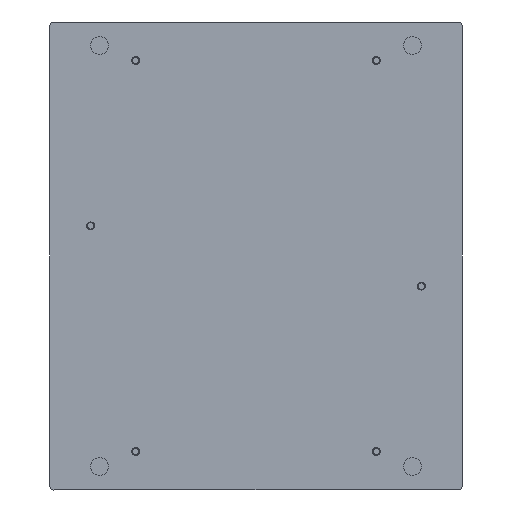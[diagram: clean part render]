
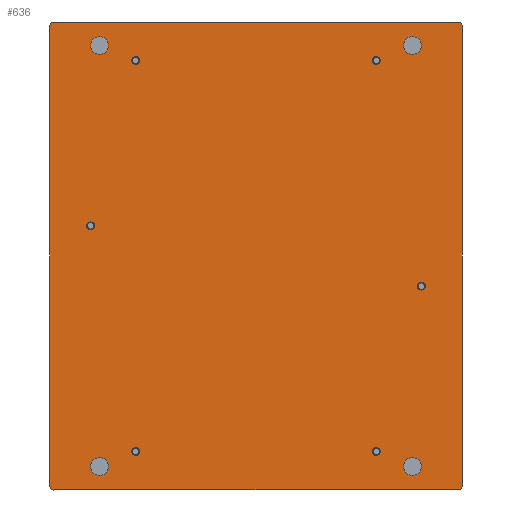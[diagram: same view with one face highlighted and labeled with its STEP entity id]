
A CAD part, front view. The second image highlights one B-rep face of the part: STEP entity #636.
In plain terms, the highlighted planar face has unit normal (0, -1, 0).
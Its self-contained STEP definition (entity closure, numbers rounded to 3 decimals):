
#636=ADVANCED_FACE('',(#1090,#1091,#1092,#1093,#1094,#1095,#1096,#1097,#1098,#1099,#1100),#1101,.F.);
#1090=FACE_OUTER_BOUND('',#1477,.T.);
#1091=FACE_BOUND('',#1478,.T.);
#1092=FACE_BOUND('',#1479,.T.);
#1093=FACE_BOUND('',#1480,.T.);
#1094=FACE_BOUND('',#1481,.T.);
#1095=FACE_BOUND('',#1482,.T.);
#1096=FACE_BOUND('',#1483,.T.);
#1097=FACE_BOUND('',#1484,.T.);
#1098=FACE_BOUND('',#1485,.T.);
#1099=FACE_BOUND('',#1486,.T.);
#1100=FACE_BOUND('',#1487,.T.);
#1101=PLANE('',#1488);
#1477=EDGE_LOOP('',(#2375,#2376,#2377,#2378,#2379,#2380,#2381,#2382));
#1478=EDGE_LOOP('',(#2383,#2384));
#1479=EDGE_LOOP('',(#2385,#2386));
#1480=EDGE_LOOP('',(#2387,#2388));
#1481=EDGE_LOOP('',(#2389,#2390));
#1482=EDGE_LOOP('',(#2391,#2392));
#1483=EDGE_LOOP('',(#2393,#2394));
#1484=EDGE_LOOP('',(#2395,#2396));
#1485=EDGE_LOOP('',(#2397,#2398));
#1486=EDGE_LOOP('',(#2399,#2400));
#1487=EDGE_LOOP('',(#2401,#2402));
#1488=AXIS2_PLACEMENT_3D('',#2403,#2404,#2405);
#2375=ORIENTED_EDGE('',*,*,#2700,.T.);
#2376=ORIENTED_EDGE('',*,*,#2707,.T.);
#2377=ORIENTED_EDGE('',*,*,#2731,.T.);
#2378=ORIENTED_EDGE('',*,*,#2754,.F.);
#2379=ORIENTED_EDGE('',*,*,#2727,.T.);
#2380=ORIENTED_EDGE('',*,*,#2756,.F.);
#2381=ORIENTED_EDGE('',*,*,#2695,.T.);
#2382=ORIENTED_EDGE('',*,*,#2709,.F.);
#2383=ORIENTED_EDGE('',*,*,#2691,.T.);
#2384=ORIENTED_EDGE('',*,*,#2734,.T.);
#2385=ORIENTED_EDGE('',*,*,#2686,.T.);
#2386=ORIENTED_EDGE('',*,*,#2736,.T.);
#2387=ORIENTED_EDGE('',*,*,#2681,.T.);
#2388=ORIENTED_EDGE('',*,*,#2738,.T.);
#2389=ORIENTED_EDGE('',*,*,#2676,.T.);
#2390=ORIENTED_EDGE('',*,*,#2740,.T.);
#2391=ORIENTED_EDGE('',*,*,#2742,.T.);
#2392=ORIENTED_EDGE('',*,*,#2671,.T.);
#2393=ORIENTED_EDGE('',*,*,#2744,.T.);
#2394=ORIENTED_EDGE('',*,*,#2666,.T.);
#2395=ORIENTED_EDGE('',*,*,#2746,.T.);
#2396=ORIENTED_EDGE('',*,*,#2661,.T.);
#2397=ORIENTED_EDGE('',*,*,#2748,.T.);
#2398=ORIENTED_EDGE('',*,*,#2656,.T.);
#2399=ORIENTED_EDGE('',*,*,#2750,.T.);
#2400=ORIENTED_EDGE('',*,*,#2651,.T.);
#2401=ORIENTED_EDGE('',*,*,#2752,.T.);
#2402=ORIENTED_EDGE('',*,*,#2646,.T.);
#2403=CARTESIAN_POINT('',(171.25,8.3,194.5));
#2404=DIRECTION('',(0.0,1.0,0.0));
#2405=DIRECTION('',(0.0,0.0,1.0));
#2646=EDGE_CURVE('',#3087,#3084,#3088,.T.);
#2651=EDGE_CURVE('',#3096,#3093,#3097,.T.);
#2656=EDGE_CURVE('',#3105,#3102,#3106,.T.);
#2661=EDGE_CURVE('',#3114,#3111,#3115,.T.);
#2666=EDGE_CURVE('',#3123,#3120,#3124,.T.);
#2671=EDGE_CURVE('',#3132,#3129,#3133,.T.);
#2676=EDGE_CURVE('',#3141,#3138,#3142,.T.);
#2681=EDGE_CURVE('',#3150,#3147,#3151,.T.);
#2686=EDGE_CURVE('',#3159,#3156,#3160,.T.);
#2691=EDGE_CURVE('',#3168,#3165,#3169,.T.);
#2695=EDGE_CURVE('',#3174,#3175,#3176,.T.);
#2700=EDGE_CURVE('',#3183,#3184,#3185,.T.);
#2707=EDGE_CURVE('',#3184,#3194,#3196,.T.);
#2709=EDGE_CURVE('',#3183,#3175,#3198,.T.);
#2727=EDGE_CURVE('',#3219,#3220,#3221,.T.);
#2731=EDGE_CURVE('',#3194,#3225,#3226,.T.);
#2734=EDGE_CURVE('',#3165,#3168,#3229,.T.);
#2736=EDGE_CURVE('',#3156,#3159,#3231,.T.);
#2738=EDGE_CURVE('',#3147,#3150,#3233,.T.);
#2740=EDGE_CURVE('',#3138,#3141,#3235,.T.);
#2742=EDGE_CURVE('',#3129,#3132,#3237,.T.);
#2744=EDGE_CURVE('',#3120,#3123,#3239,.T.);
#2746=EDGE_CURVE('',#3111,#3114,#3241,.T.);
#2748=EDGE_CURVE('',#3102,#3105,#3243,.T.);
#2750=EDGE_CURVE('',#3093,#3096,#3245,.T.);
#2752=EDGE_CURVE('',#3084,#3087,#3247,.T.);
#2754=EDGE_CURVE('',#3219,#3225,#3249,.T.);
#2756=EDGE_CURVE('',#3174,#3220,#3251,.T.);
#3084=VERTEX_POINT('',#3635);
#3087=VERTEX_POINT('',#3639);
#3088=CIRCLE('',#3640,3.3);
#3093=VERTEX_POINT('',#3646);
#3096=VERTEX_POINT('',#3650);
#3097=CIRCLE('',#3651,3.3);
#3102=VERTEX_POINT('',#3657);
#3105=VERTEX_POINT('',#3661);
#3106=CIRCLE('',#3662,3.3);
#3111=VERTEX_POINT('',#3668);
#3114=VERTEX_POINT('',#3672);
#3115=CIRCLE('',#3673,3.3);
#3120=VERTEX_POINT('',#3679);
#3123=VERTEX_POINT('',#3683);
#3124=CIRCLE('',#3684,3.3);
#3129=VERTEX_POINT('',#3690);
#3132=VERTEX_POINT('',#3694);
#3133=CIRCLE('',#3695,3.3);
#3138=VERTEX_POINT('',#3701);
#3141=VERTEX_POINT('',#3705);
#3142=CIRCLE('',#3706,7.4);
#3147=VERTEX_POINT('',#3712);
#3150=VERTEX_POINT('',#3716);
#3151=CIRCLE('',#3717,7.4);
#3156=VERTEX_POINT('',#3723);
#3159=VERTEX_POINT('',#3727);
#3160=CIRCLE('',#3728,7.4);
#3165=VERTEX_POINT('',#3734);
#3168=VERTEX_POINT('',#3738);
#3169=CIRCLE('',#3739,7.4);
#3174=VERTEX_POINT('',#3745);
#3175=VERTEX_POINT('',#3746);
#3176=CIRCLE('',#3747,3.);
#3183=VERTEX_POINT('',#3756);
#3184=VERTEX_POINT('',#3757);
#3185=CIRCLE('',#3758,3.);
#3194=VERTEX_POINT('',#3770);
#3196=LINE('',#3773,#3774);
#3198=LINE('',#3776,#3777);
#3219=VERTEX_POINT('',#3801);
#3220=VERTEX_POINT('',#3802);
#3221=CIRCLE('',#3803,3.);
#3225=VERTEX_POINT('',#3809);
#3226=CIRCLE('',#3810,3.);
#3229=CIRCLE('',#3814,7.4);
#3231=CIRCLE('',#3816,7.4);
#3233=CIRCLE('',#3818,7.4);
#3235=CIRCLE('',#3820,7.4);
#3237=CIRCLE('',#3822,3.3);
#3239=CIRCLE('',#3824,3.3);
#3241=CIRCLE('',#3826,3.3);
#3243=CIRCLE('',#3828,3.3);
#3245=CIRCLE('',#3830,3.3);
#3247=CIRCLE('',#3832,3.3);
#3249=LINE('',#3834,#3835);
#3251=LINE('',#3837,#3838);
#3635=CARTESIAN_POINT('',(37.05,8.3,219.5));
#3639=CARTESIAN_POINT('',(30.45,8.3,219.5));
#3640=AXIS2_PLACEMENT_3D('',#4162,#4163,#4164);
#3646=CARTESIAN_POINT('',(312.05,8.3,169.5));
#3650=CARTESIAN_POINT('',(305.45,8.3,169.5));
#3651=AXIS2_PLACEMENT_3D('',#4170,#4171,#4172);
#3657=CARTESIAN_POINT('',(74.55,8.3,357.0));
#3661=CARTESIAN_POINT('',(67.95,8.3,357.0));
#3662=AXIS2_PLACEMENT_3D('',#4178,#4179,#4180);
#3668=CARTESIAN_POINT('',(274.55,8.3,357.0));
#3672=CARTESIAN_POINT('',(267.95,8.3,357.0));
#3673=AXIS2_PLACEMENT_3D('',#4186,#4187,#4188);
#3679=CARTESIAN_POINT('',(74.55,8.3,32.0));
#3683=CARTESIAN_POINT('',(67.95,8.3,32.0));
#3684=AXIS2_PLACEMENT_3D('',#4194,#4195,#4196);
#3690=CARTESIAN_POINT('',(274.55,8.3,32.0));
#3694=CARTESIAN_POINT('',(267.95,8.3,32.0));
#3695=AXIS2_PLACEMENT_3D('',#4202,#4203,#4204);
#3701=CARTESIAN_POINT('',(48.65,8.3,369.5));
#3705=CARTESIAN_POINT('',(33.85,8.3,369.5));
#3706=AXIS2_PLACEMENT_3D('',#4210,#4211,#4212);
#3712=CARTESIAN_POINT('',(48.65,8.3,19.5));
#3716=CARTESIAN_POINT('',(33.85,8.3,19.5));
#3717=AXIS2_PLACEMENT_3D('',#4218,#4219,#4220);
#3723=CARTESIAN_POINT('',(308.65,8.3,369.5));
#3727=CARTESIAN_POINT('',(293.85,8.3,369.5));
#3728=AXIS2_PLACEMENT_3D('',#4226,#4227,#4228);
#3734=CARTESIAN_POINT('',(308.65,8.3,19.5));
#3738=CARTESIAN_POINT('',(293.85,8.3,19.5));
#3739=AXIS2_PLACEMENT_3D('',#4234,#4235,#4236);
#3745=CARTESIAN_POINT('',(0.0,8.3,3.));
#3746=CARTESIAN_POINT('',(3.,8.3,0.0));
#3747=AXIS2_PLACEMENT_3D('',#4241,#4242,#4243);
#3756=CARTESIAN_POINT('',(339.5,8.3,0.));
#3757=CARTESIAN_POINT('',(342.5,8.3,3.));
#3758=AXIS2_PLACEMENT_3D('',#4249,#4250,#4251);
#3770=CARTESIAN_POINT('',(342.5,8.3,386.));
#3773=CARTESIAN_POINT('',(342.5,8.3,194.5));
#3774=VECTOR('',#4259,1.0);
#3776=CARTESIAN_POINT('',(171.25,8.3,0.0));
#3777=VECTOR('',#4260,1.0);
#3801=CARTESIAN_POINT('',(3.,8.3,389.0));
#3802=CARTESIAN_POINT('',(0.0,8.3,386.));
#3803=AXIS2_PLACEMENT_3D('',#4300,#4301,#4302);
#3809=CARTESIAN_POINT('',(339.5,8.3,389.));
#3810=AXIS2_PLACEMENT_3D('',#4305,#4306,#4307);
#3814=AXIS2_PLACEMENT_3D('',#4309,#4310,#4311);
#3816=AXIS2_PLACEMENT_3D('',#4312,#4313,#4314);
#3818=AXIS2_PLACEMENT_3D('',#4315,#4316,#4317);
#3820=AXIS2_PLACEMENT_3D('',#4318,#4319,#4320);
#3822=AXIS2_PLACEMENT_3D('',#4321,#4322,#4323);
#3824=AXIS2_PLACEMENT_3D('',#4324,#4325,#4326);
#3826=AXIS2_PLACEMENT_3D('',#4327,#4328,#4329);
#3828=AXIS2_PLACEMENT_3D('',#4330,#4331,#4332);
#3830=AXIS2_PLACEMENT_3D('',#4333,#4334,#4335);
#3832=AXIS2_PLACEMENT_3D('',#4336,#4337,#4338);
#3834=CARTESIAN_POINT('',(171.25,8.3,389.0));
#3835=VECTOR('',#4339,1.0);
#3837=CARTESIAN_POINT('',(0.0,8.3,194.5));
#3838=VECTOR('',#4340,1.0);
#4162=CARTESIAN_POINT('',(33.75,8.3,219.5));
#4163=DIRECTION('',(-0.0,1.0,0.0));
#4164=DIRECTION('',(1.0,0.0,0.0));
#4170=CARTESIAN_POINT('',(308.75,8.3,169.5));
#4171=DIRECTION('',(-0.0,1.0,0.0));
#4172=DIRECTION('',(1.0,0.0,0.0));
#4178=CARTESIAN_POINT('',(71.25,8.3,357.0));
#4179=DIRECTION('',(-0.0,1.0,0.0));
#4180=DIRECTION('',(1.0,0.0,0.0));
#4186=CARTESIAN_POINT('',(271.25,8.3,357.0));
#4187=DIRECTION('',(-0.0,1.0,0.0));
#4188=DIRECTION('',(1.0,0.0,0.0));
#4194=CARTESIAN_POINT('',(71.25,8.3,32.0));
#4195=DIRECTION('',(-0.0,1.0,0.0));
#4196=DIRECTION('',(1.0,0.0,0.0));
#4202=CARTESIAN_POINT('',(271.25,8.3,32.0));
#4203=DIRECTION('',(-0.0,1.0,0.0));
#4204=DIRECTION('',(1.0,0.0,0.0));
#4210=CARTESIAN_POINT('',(41.25,8.3,369.5));
#4211=DIRECTION('',(-0.0,1.0,0.0));
#4212=DIRECTION('',(1.0,0.0,0.0));
#4218=CARTESIAN_POINT('',(41.25,8.3,19.5));
#4219=DIRECTION('',(-0.0,1.0,0.0));
#4220=DIRECTION('',(1.0,0.0,0.0));
#4226=CARTESIAN_POINT('',(301.25,8.3,369.5));
#4227=DIRECTION('',(-0.0,1.0,0.0));
#4228=DIRECTION('',(1.0,0.0,0.0));
#4234=CARTESIAN_POINT('',(301.25,8.3,19.5));
#4235=DIRECTION('',(-0.0,1.0,0.0));
#4236=DIRECTION('',(1.0,0.0,0.0));
#4241=CARTESIAN_POINT('',(3.0,8.3,3.));
#4242=DIRECTION('',(0.0,-1.0,-0.0));
#4243=DIRECTION('',(0.,0.0,-1.0));
#4249=CARTESIAN_POINT('',(339.5,8.3,3.));
#4250=DIRECTION('',(0.0,-1.0,-0.0));
#4251=DIRECTION('',(1.0,0.0,0.));
#4259=DIRECTION('',(0.0,0.0,1.0));
#4260=DIRECTION('',(-1.0,0.0,0.0));
#4300=CARTESIAN_POINT('',(3.0,8.3,386.));
#4301=DIRECTION('',(-0.0,-1.0,0.0));
#4302=DIRECTION('',(0.,0.0,1.0));
#4305=CARTESIAN_POINT('',(339.5,8.3,386.));
#4306=DIRECTION('',(0.0,-1.0,0.0));
#4307=DIRECTION('',(1.0,0.0,0.));
#4309=CARTESIAN_POINT('',(301.25,8.3,19.5));
#4310=DIRECTION('',(-0.0,1.0,0.0));
#4311=DIRECTION('',(1.0,0.0,0.0));
#4312=CARTESIAN_POINT('',(301.25,8.3,369.5));
#4313=DIRECTION('',(-0.0,1.0,0.0));
#4314=DIRECTION('',(1.0,0.0,0.0));
#4315=CARTESIAN_POINT('',(41.25,8.3,19.5));
#4316=DIRECTION('',(-0.0,1.0,0.0));
#4317=DIRECTION('',(1.0,0.0,0.0));
#4318=CARTESIAN_POINT('',(41.25,8.3,369.5));
#4319=DIRECTION('',(-0.0,1.0,0.0));
#4320=DIRECTION('',(1.0,0.0,0.0));
#4321=CARTESIAN_POINT('',(271.25,8.3,32.0));
#4322=DIRECTION('',(-0.0,1.0,0.0));
#4323=DIRECTION('',(1.0,0.0,0.0));
#4324=CARTESIAN_POINT('',(71.25,8.3,32.0));
#4325=DIRECTION('',(-0.0,1.0,0.0));
#4326=DIRECTION('',(1.0,0.0,0.0));
#4327=CARTESIAN_POINT('',(271.25,8.3,357.0));
#4328=DIRECTION('',(-0.0,1.0,0.0));
#4329=DIRECTION('',(1.0,0.0,0.0));
#4330=CARTESIAN_POINT('',(71.25,8.3,357.0));
#4331=DIRECTION('',(-0.0,1.0,0.0));
#4332=DIRECTION('',(1.0,0.0,0.0));
#4333=CARTESIAN_POINT('',(308.75,8.3,169.5));
#4334=DIRECTION('',(-0.0,1.0,0.0));
#4335=DIRECTION('',(1.0,0.0,0.0));
#4336=CARTESIAN_POINT('',(33.75,8.3,219.5));
#4337=DIRECTION('',(-0.0,1.0,0.0));
#4338=DIRECTION('',(1.0,0.0,0.0));
#4339=DIRECTION('',(1.0,0.0,0.0));
#4340=DIRECTION('',(0.0,0.0,1.0));
